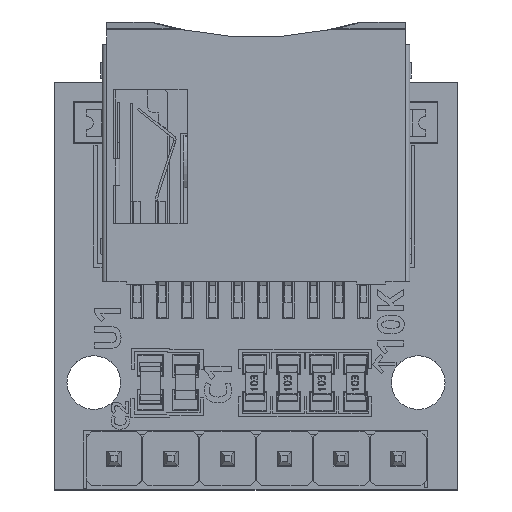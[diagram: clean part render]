
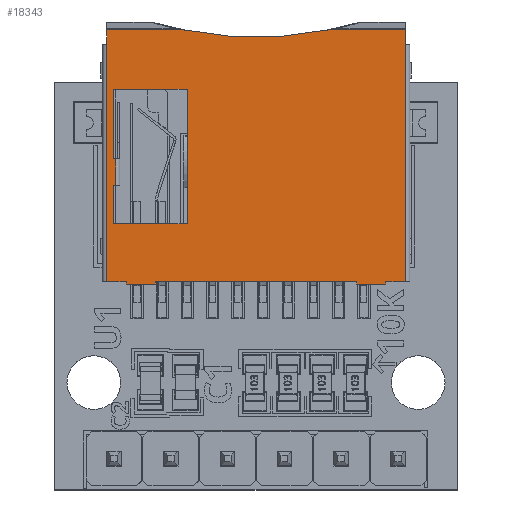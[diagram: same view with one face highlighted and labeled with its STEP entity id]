
A CAD part, top view. The second image highlights one B-rep face of the part: STEP entity #18343.
In plain terms, the highlighted planar face has unit normal (0, 0, 1).
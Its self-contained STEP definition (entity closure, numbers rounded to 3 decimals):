
#18200 = VERTEX_POINT('',#18201);
#18201 = CARTESIAN_POINT('',(-6.68,5.491,0.1));
#18208 = EDGE_CURVE('',#18209,#18200,#18211,.T.);
#18209 = VERTEX_POINT('',#18210);
#18210 = CARTESIAN_POINT('',(-3.443,5.491,0.1));
#18211 = LINE('',#18212,#18213);
#18212 = CARTESIAN_POINT('',(-6.68,5.491,0.1));
#18213 = VECTOR('',#18214,1.);
#18214 = DIRECTION('',(-1.,-0.,-0.));
#18343 = ADVANCED_FACE('',(#18344,#18482),#18548,.T.);
#18344 = FACE_BOUND('',#18345,.T.);
#18345 = EDGE_LOOP('',(#18346,#18355,#18356,#18364,#18372,#18380,#18388,
    #18396,#18404,#18412,#18420,#18428,#18436,#18444,#18452,#18460,
    #18468,#18476));
#18346 = ORIENTED_EDGE('',*,*,#18347,.F.);
#18347 = EDGE_CURVE('',#18209,#18348,#18350,.T.);
#18348 = VERTEX_POINT('',#18349);
#18349 = CARTESIAN_POINT('',(3.443,5.491,0.1));
#18350 = CIRCLE('',#18351,16.78);
#18351 = AXIS2_PLACEMENT_3D('',#18352,#18353,#18354);
#18352 = CARTESIAN_POINT('',(0.,21.914,0.1));
#18353 = DIRECTION('',(0.,0.,1.));
#18354 = DIRECTION('',(1.,0.,0.));
#18355 = ORIENTED_EDGE('',*,*,#18208,.T.);
#18356 = ORIENTED_EDGE('',*,*,#18357,.T.);
#18357 = EDGE_CURVE('',#18200,#18358,#18360,.T.);
#18358 = VERTEX_POINT('',#18359);
#18359 = CARTESIAN_POINT('',(-6.68,5.237,0.1));
#18360 = LINE('',#18361,#18362);
#18361 = CARTESIAN_POINT('',(-6.68,5.8,0.1));
#18362 = VECTOR('',#18363,1.);
#18363 = DIRECTION('',(0.,-1.,0.));
#18364 = ORIENTED_EDGE('',*,*,#18365,.T.);
#18365 = EDGE_CURVE('',#18358,#18366,#18368,.T.);
#18366 = VERTEX_POINT('',#18367);
#18367 = CARTESIAN_POINT('',(-6.68,4.8,0.1));
#18368 = LINE('',#18369,#18370);
#18369 = CARTESIAN_POINT('',(-6.68,5.8,0.1));
#18370 = VECTOR('',#18371,1.);
#18371 = DIRECTION('',(0.,-1.,0.));
#18372 = ORIENTED_EDGE('',*,*,#18373,.F.);
#18373 = EDGE_CURVE('',#18374,#18366,#18376,.T.);
#18374 = VERTEX_POINT('',#18375);
#18375 = CARTESIAN_POINT('',(-6.68,-5.8,0.1));
#18376 = LINE('',#18377,#18378);
#18377 = CARTESIAN_POINT('',(-6.68,-5.8,0.1));
#18378 = VECTOR('',#18379,1.);
#18379 = DIRECTION('',(0.,1.,0.));
#18380 = ORIENTED_EDGE('',*,*,#18381,.T.);
#18381 = EDGE_CURVE('',#18374,#18382,#18384,.T.);
#18382 = VERTEX_POINT('',#18383);
#18383 = CARTESIAN_POINT('',(-5.8,-5.8,0.1));
#18384 = LINE('',#18385,#18386);
#18385 = CARTESIAN_POINT('',(-8.28,-5.8,0.1));
#18386 = VECTOR('',#18387,1.);
#18387 = DIRECTION('',(1.,0.,0.));
#18388 = ORIENTED_EDGE('',*,*,#18389,.F.);
#18389 = EDGE_CURVE('',#18390,#18382,#18392,.T.);
#18390 = VERTEX_POINT('',#18391);
#18391 = CARTESIAN_POINT('',(-5.8,-5.9,0.1));
#18392 = LINE('',#18393,#18394);
#18393 = CARTESIAN_POINT('',(-5.8,-5.9,0.1));
#18394 = VECTOR('',#18395,1.);
#18395 = DIRECTION('',(0.,1.,0.));
#18396 = ORIENTED_EDGE('',*,*,#18397,.F.);
#18397 = EDGE_CURVE('',#18398,#18390,#18400,.T.);
#18398 = VERTEX_POINT('',#18399);
#18399 = CARTESIAN_POINT('',(-4.5,-5.9,0.1));
#18400 = LINE('',#18401,#18402);
#18401 = CARTESIAN_POINT('',(-4.5,-5.9,0.1));
#18402 = VECTOR('',#18403,1.);
#18403 = DIRECTION('',(-1.,0.,0.));
#18404 = ORIENTED_EDGE('',*,*,#18405,.F.);
#18405 = EDGE_CURVE('',#18406,#18398,#18408,.T.);
#18406 = VERTEX_POINT('',#18407);
#18407 = CARTESIAN_POINT('',(-4.5,-5.8,0.1));
#18408 = LINE('',#18409,#18410);
#18409 = CARTESIAN_POINT('',(-4.5,-5.8,0.1));
#18410 = VECTOR('',#18411,1.);
#18411 = DIRECTION('',(0.,-1.,0.));
#18412 = ORIENTED_EDGE('',*,*,#18413,.T.);
#18413 = EDGE_CURVE('',#18406,#18414,#18416,.T.);
#18414 = VERTEX_POINT('',#18415);
#18415 = CARTESIAN_POINT('',(4.5,-5.8,0.1));
#18416 = LINE('',#18417,#18418);
#18417 = CARTESIAN_POINT('',(-4.5,-5.8,0.1));
#18418 = VECTOR('',#18419,1.);
#18419 = DIRECTION('',(1.,0.,0.));
#18420 = ORIENTED_EDGE('',*,*,#18421,.F.);
#18421 = EDGE_CURVE('',#18422,#18414,#18424,.T.);
#18422 = VERTEX_POINT('',#18423);
#18423 = CARTESIAN_POINT('',(4.5,-5.9,0.1));
#18424 = LINE('',#18425,#18426);
#18425 = CARTESIAN_POINT('',(4.5,-5.9,0.1));
#18426 = VECTOR('',#18427,1.);
#18427 = DIRECTION('',(0.,1.,0.));
#18428 = ORIENTED_EDGE('',*,*,#18429,.F.);
#18429 = EDGE_CURVE('',#18430,#18422,#18432,.T.);
#18430 = VERTEX_POINT('',#18431);
#18431 = CARTESIAN_POINT('',(5.8,-5.9,0.1));
#18432 = LINE('',#18433,#18434);
#18433 = CARTESIAN_POINT('',(5.8,-5.9,0.1));
#18434 = VECTOR('',#18435,1.);
#18435 = DIRECTION('',(-1.,0.,0.));
#18436 = ORIENTED_EDGE('',*,*,#18437,.F.);
#18437 = EDGE_CURVE('',#18438,#18430,#18440,.T.);
#18438 = VERTEX_POINT('',#18439);
#18439 = CARTESIAN_POINT('',(5.8,-5.8,0.1));
#18440 = LINE('',#18441,#18442);
#18441 = CARTESIAN_POINT('',(5.8,-5.8,0.1));
#18442 = VECTOR('',#18443,1.);
#18443 = DIRECTION('',(0.,-1.,0.));
#18444 = ORIENTED_EDGE('',*,*,#18445,.T.);
#18445 = EDGE_CURVE('',#18438,#18446,#18448,.T.);
#18446 = VERTEX_POINT('',#18447);
#18447 = CARTESIAN_POINT('',(6.68,-5.8,0.1));
#18448 = LINE('',#18449,#18450);
#18449 = CARTESIAN_POINT('',(5.8,-5.8,0.1));
#18450 = VECTOR('',#18451,1.);
#18451 = DIRECTION('',(1.,0.,0.));
#18452 = ORIENTED_EDGE('',*,*,#18453,.T.);
#18453 = EDGE_CURVE('',#18446,#18454,#18456,.T.);
#18454 = VERTEX_POINT('',#18455);
#18455 = CARTESIAN_POINT('',(6.68,4.8,0.1));
#18456 = LINE('',#18457,#18458);
#18457 = CARTESIAN_POINT('',(6.68,-5.8,0.1));
#18458 = VECTOR('',#18459,1.);
#18459 = DIRECTION('',(0.,1.,0.));
#18460 = ORIENTED_EDGE('',*,*,#18461,.F.);
#18461 = EDGE_CURVE('',#18462,#18454,#18464,.T.);
#18462 = VERTEX_POINT('',#18463);
#18463 = CARTESIAN_POINT('',(6.68,5.254,0.1));
#18464 = LINE('',#18465,#18466);
#18465 = CARTESIAN_POINT('',(6.68,5.8,0.1));
#18466 = VECTOR('',#18467,1.);
#18467 = DIRECTION('',(0.,-1.,0.));
#18468 = ORIENTED_EDGE('',*,*,#18469,.F.);
#18469 = EDGE_CURVE('',#18470,#18462,#18472,.T.);
#18470 = VERTEX_POINT('',#18471);
#18471 = CARTESIAN_POINT('',(6.68,5.491,0.1));
#18472 = LINE('',#18473,#18474);
#18473 = CARTESIAN_POINT('',(6.68,5.8,0.1));
#18474 = VECTOR('',#18475,1.);
#18475 = DIRECTION('',(0.,-1.,0.));
#18476 = ORIENTED_EDGE('',*,*,#18477,.T.);
#18477 = EDGE_CURVE('',#18470,#18348,#18478,.T.);
#18478 = LINE('',#18479,#18480);
#18479 = CARTESIAN_POINT('',(3.443,5.491,0.1));
#18480 = VECTOR('',#18481,1.);
#18481 = DIRECTION('',(-1.,-0.,-0.));
#18482 = FACE_BOUND('',#18483,.T.);
#18483 = EDGE_LOOP('',(#18484,#18494,#18502,#18510,#18518,#18526,#18534,
    #18542));
#18484 = ORIENTED_EDGE('',*,*,#18485,.F.);
#18485 = EDGE_CURVE('',#18486,#18488,#18490,.T.);
#18486 = VERTEX_POINT('',#18487);
#18487 = CARTESIAN_POINT('',(-6.38,2.8,0.1));
#18488 = VERTEX_POINT('',#18489);
#18489 = CARTESIAN_POINT('',(-6.38,-0.3,0.1));
#18490 = LINE('',#18491,#18492);
#18491 = CARTESIAN_POINT('',(-6.38,2.8,0.1));
#18492 = VECTOR('',#18493,1.);
#18493 = DIRECTION('',(0.,-1.,0.));
#18494 = ORIENTED_EDGE('',*,*,#18495,.T.);
#18495 = EDGE_CURVE('',#18486,#18496,#18498,.T.);
#18496 = VERTEX_POINT('',#18497);
#18497 = CARTESIAN_POINT('',(-3.08,2.8,0.1));
#18498 = LINE('',#18499,#18500);
#18499 = CARTESIAN_POINT('',(-6.38,2.8,0.1));
#18500 = VECTOR('',#18501,1.);
#18501 = DIRECTION('',(1.,0.,0.));
#18502 = ORIENTED_EDGE('',*,*,#18503,.T.);
#18503 = EDGE_CURVE('',#18496,#18504,#18506,.T.);
#18504 = VERTEX_POINT('',#18505);
#18505 = CARTESIAN_POINT('',(-3.08,-3.2,0.1));
#18506 = LINE('',#18507,#18508);
#18507 = CARTESIAN_POINT('',(-3.08,2.8,0.1));
#18508 = VECTOR('',#18509,1.);
#18509 = DIRECTION('',(0.,-1.,0.));
#18510 = ORIENTED_EDGE('',*,*,#18511,.T.);
#18511 = EDGE_CURVE('',#18504,#18512,#18514,.T.);
#18512 = VERTEX_POINT('',#18513);
#18513 = CARTESIAN_POINT('',(-6.38,-3.2,0.1));
#18514 = LINE('',#18515,#18516);
#18515 = CARTESIAN_POINT('',(-3.08,-3.2,0.1));
#18516 = VECTOR('',#18517,1.);
#18517 = DIRECTION('',(-1.,0.,0.));
#18518 = ORIENTED_EDGE('',*,*,#18519,.T.);
#18519 = EDGE_CURVE('',#18512,#18520,#18522,.T.);
#18520 = VERTEX_POINT('',#18521);
#18521 = CARTESIAN_POINT('',(-6.38,-1.5,0.1));
#18522 = LINE('',#18523,#18524);
#18523 = CARTESIAN_POINT('',(-6.38,-3.2,0.1));
#18524 = VECTOR('',#18525,1.);
#18525 = DIRECTION('',(0.,1.,0.));
#18526 = ORIENTED_EDGE('',*,*,#18527,.F.);
#18527 = EDGE_CURVE('',#18528,#18520,#18530,.T.);
#18528 = VERTEX_POINT('',#18529);
#18529 = CARTESIAN_POINT('',(-6.28,-1.5,0.1));
#18530 = LINE('',#18531,#18532);
#18531 = CARTESIAN_POINT('',(-4.88,-1.5,0.1));
#18532 = VECTOR('',#18533,1.);
#18533 = DIRECTION('',(-1.,0.,0.));
#18534 = ORIENTED_EDGE('',*,*,#18535,.F.);
#18535 = EDGE_CURVE('',#18536,#18528,#18538,.T.);
#18536 = VERTEX_POINT('',#18537);
#18537 = CARTESIAN_POINT('',(-6.28,-0.3,0.1));
#18538 = LINE('',#18539,#18540);
#18539 = CARTESIAN_POINT('',(-6.28,-1.5,0.1));
#18540 = VECTOR('',#18541,1.);
#18541 = DIRECTION('',(-0.,-1.,-0.));
#18542 = ORIENTED_EDGE('',*,*,#18543,.T.);
#18543 = EDGE_CURVE('',#18536,#18488,#18544,.T.);
#18544 = LINE('',#18545,#18546);
#18545 = CARTESIAN_POINT('',(-5.88,-0.3,0.1));
#18546 = VECTOR('',#18547,1.);
#18547 = DIRECTION('',(-1.,0.,0.));
#18548 = PLANE('',#18549);
#18549 = AXIS2_PLACEMENT_3D('',#18550,#18551,#18552);
#18550 = CARTESIAN_POINT('',(-1.324,-0.059,0.1));
#18551 = DIRECTION('',(0.,0.,1.));
#18552 = DIRECTION('',(1.,0.,0.));
